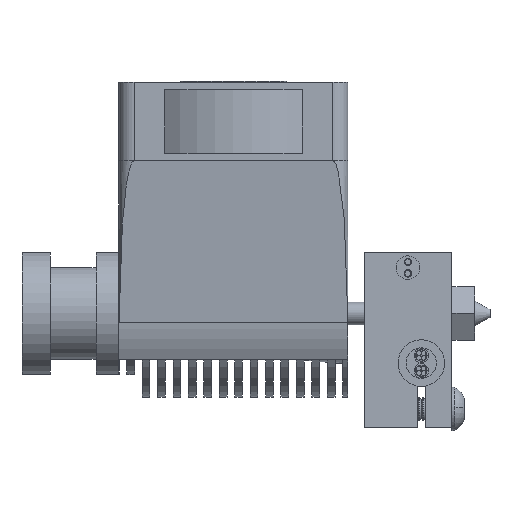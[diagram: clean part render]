
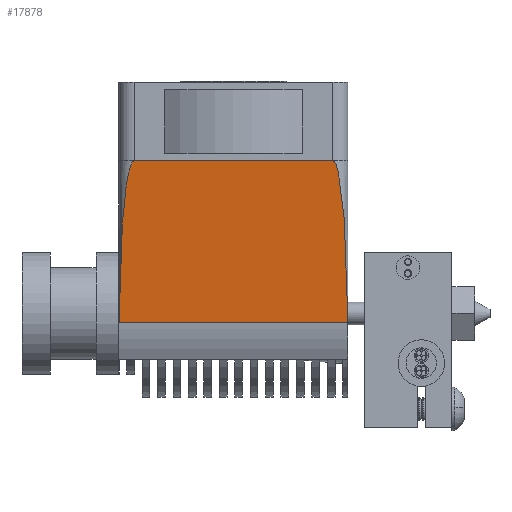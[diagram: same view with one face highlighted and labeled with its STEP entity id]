
A CAD part, left-side view. The second image highlights one B-rep face of the part: STEP entity #17878.
In plain terms, the highlighted planar face has unit normal (-0.996, 0, -0.089).
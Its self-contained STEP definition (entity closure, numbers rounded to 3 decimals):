
#1935 = CARTESIAN_POINT ( 'NONE',  ( -13.097, -14.998, -21.177 ) ) ;
#2111 = VERTEX_POINT ( 'NONE', #1935 ) ;
#2140 =( BOUNDED_CURVE ( )  B_SPLINE_CURVE ( 3, ( #27901, #25144, #22511, #5863 ),
 .UNSPECIFIED., .F., .F. ) 
 B_SPLINE_CURVE_WITH_KNOTS ( ( 4, 4 ),
 ( 4.761, 6.283 ),
 .UNSPECIFIED. ) 
 CURVE ( )  GEOMETRIC_REPRESENTATION_ITEM ( )  RATIONAL_B_SPLINE_CURVE ( ( 1., 0.816, 0.816, 1. ) ) 
 REPRESENTATION_ITEM ( '' )  );
#3175 = EDGE_CURVE ( 'NONE', #2111, #14993, #34256, .T. ) ;
#3181 = ORIENTED_EDGE ( 'NONE', *, *, #13477, .F. ) ;
#3264 = PLANE ( 'NONE',  #18200 ) ;
#4740 = LINE ( 'NONE', #33181, #15465 ) ;
#4782 = CARTESIAN_POINT ( 'NONE',  ( -15., 14.127, 0. ) ) ;
#5863 = CARTESIAN_POINT ( 'NONE',  ( -15., -13., 0. ) ) ;
#7659 =( BOUNDED_CURVE ( )  B_SPLINE_CURVE ( 3, ( #7666, #4782, #13057, #29440 ),
 .UNSPECIFIED., .F., .F. ) 
 B_SPLINE_CURVE_WITH_KNOTS ( ( 4, 4 ),
 ( 0., 1.522 ),
 .UNSPECIFIED. ) 
 CURVE ( )  GEOMETRIC_REPRESENTATION_ITEM ( )  RATIONAL_B_SPLINE_CURVE ( ( 1., 0.816, 0.816, 1. ) ) 
 REPRESENTATION_ITEM ( '' )  );
#7666 = CARTESIAN_POINT ( 'NONE',  ( -15., 13., 0. ) ) ;
#10601 = EDGE_CURVE ( 'NONE', #2111, #32475, #2140, .T. ) ;
#11380 = DIRECTION ( 'NONE',  ( 0., -1., 0. ) ) ;
#11429 = FACE_OUTER_BOUND ( 'NONE', #25403, .T. ) ;
#11452 = ORIENTED_EDGE ( 'NONE', *, *, #3175, .F. ) ;
#13057 = CARTESIAN_POINT ( 'NONE',  ( -14.223, 14.943, -8.65 ) ) ;
#13477 = EDGE_CURVE ( 'NONE', #29936, #32475, #4740, .T. ) ;
#14993 = VERTEX_POINT ( 'NONE', #28820 ) ;
#15281 = ORIENTED_EDGE ( 'NONE', *, *, #10601, .T. ) ;
#15465 = VECTOR ( 'NONE', #11380, 1000. ) ;
#17576 = DIRECTION ( 'NONE',  ( 0., 1., 0. ) ) ;
#17878 = ADVANCED_FACE ( 'NONE', ( #11429 ), #3264, .F. ) ;
#18200 = AXIS2_PLACEMENT_3D ( 'NONE', #33570, #19449, #27932 ) ;
#19449 = DIRECTION ( 'NONE',  ( 0.996, 0., 0.089 ) ) ;
#20205 = CARTESIAN_POINT ( 'NONE',  ( -13.097, -15., -21.177 ) ) ;
#22511 = CARTESIAN_POINT ( 'NONE',  ( -15., -14.127, 0. ) ) ;
#24350 = VECTOR ( 'NONE', #17576, 1000. ) ;
#25144 = CARTESIAN_POINT ( 'NONE',  ( -14.223, -14.943, -8.65 ) ) ;
#25403 = EDGE_LOOP ( 'NONE', ( #15281, #3181, #28430, #11452 ) ) ;
#25680 = EDGE_CURVE ( 'NONE', #29936, #14993, #7659, .T. ) ;
#27901 = CARTESIAN_POINT ( 'NONE',  ( -13.097, -14.998, -21.177 ) ) ;
#27932 = DIRECTION ( 'NONE',  ( 0.089, 0., -0.996 ) ) ;
#28430 = ORIENTED_EDGE ( 'NONE', *, *, #25680, .T. ) ;
#28820 = CARTESIAN_POINT ( 'NONE',  ( -13.097, 14.998, -21.177 ) ) ;
#29440 = CARTESIAN_POINT ( 'NONE',  ( -13.097, 14.998, -21.177 ) ) ;
#29936 = VERTEX_POINT ( 'NONE', #30149 ) ;
#30149 = CARTESIAN_POINT ( 'NONE',  ( -15., 13., 0. ) ) ;
#31128 = CARTESIAN_POINT ( 'NONE',  ( -15., -13., 0. ) ) ;
#32475 = VERTEX_POINT ( 'NONE', #31128 ) ;
#33181 = CARTESIAN_POINT ( 'NONE',  ( -15., -15., 0. ) ) ;
#33570 = CARTESIAN_POINT ( 'NONE',  ( -14.88, -15., -1.337 ) ) ;
#34256 = LINE ( 'NONE', #20205, #24350 ) ;
